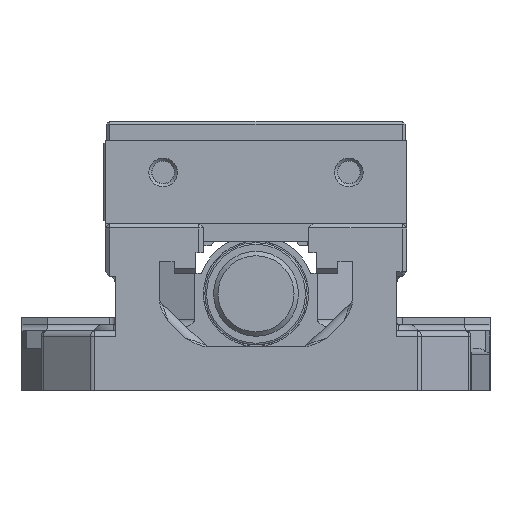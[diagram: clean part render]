
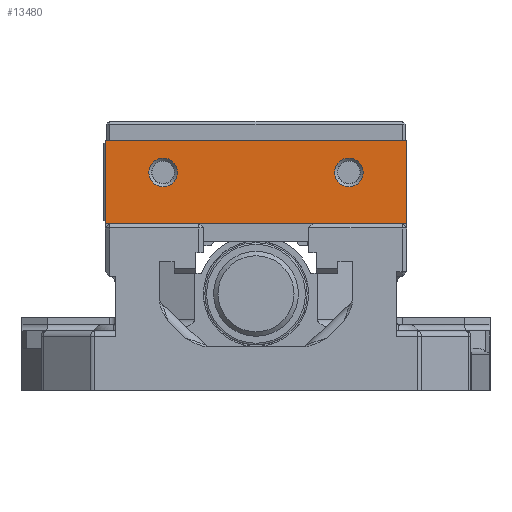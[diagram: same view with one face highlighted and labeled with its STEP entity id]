
A CAD part, left-side view. The second image highlights one B-rep face of the part: STEP entity #13480.
In plain terms, the highlighted face is planar.
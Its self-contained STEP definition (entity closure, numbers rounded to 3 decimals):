
#308=FACE_BOUND('',#1892,.T.);
#309=FACE_BOUND('',#1893,.T.);
#1126=FACE_OUTER_BOUND('',#1891,.T.);
#1891=EDGE_LOOP('',(#10869,#10870,#10871,#10872));
#1892=EDGE_LOOP('',(#10873));
#1893=EDGE_LOOP('',(#10874));
#2569=CIRCLE('',#14936,4.899);
#2570=CIRCLE('',#14938,4.899);
#3666=LINE('',#24110,#4738);
#3667=LINE('',#24112,#4739);
#3668=LINE('',#24114,#4740);
#3669=LINE('',#24115,#4741);
#4738=VECTOR('',#18117,28.5);
#4739=VECTOR('',#18118,103.);
#4740=VECTOR('',#18119,28.5);
#4741=VECTOR('',#18120,103.);
#5938=VERTEX_POINT('',#24104);
#5939=VERTEX_POINT('',#24108);
#5940=VERTEX_POINT('',#24109);
#5941=VERTEX_POINT('',#24111);
#5942=VERTEX_POINT('',#24113);
#5943=VERTEX_POINT('',#24116);
#7675=EDGE_CURVE('',#5938,#5938,#2569,.T.);
#7676=EDGE_CURVE('',#5939,#5940,#3666,.T.);
#7677=EDGE_CURVE('',#5940,#5941,#3667,.T.);
#7678=EDGE_CURVE('',#5941,#5942,#3668,.T.);
#7679=EDGE_CURVE('',#5939,#5942,#3669,.T.);
#7680=EDGE_CURVE('',#5943,#5943,#2570,.T.);
#10869=ORIENTED_EDGE('',*,*,#7676,.T.);
#10870=ORIENTED_EDGE('',*,*,#7677,.T.);
#10871=ORIENTED_EDGE('',*,*,#7678,.T.);
#10872=ORIENTED_EDGE('',*,*,#7679,.F.);
#10873=ORIENTED_EDGE('',*,*,#7680,.F.);
#10874=ORIENTED_EDGE('',*,*,#7675,.F.);
#12353=PLANE('',#14937);
#13480=ADVANCED_FACE('',(#1126,#308,#309),#12353,.T.);
#14936=AXIS2_PLACEMENT_3D('',#24106,#18113,#18114);
#14937=AXIS2_PLACEMENT_3D('',#24107,#18115,#18116);
#14938=AXIS2_PLACEMENT_3D('',#24117,#18121,#18122);
#18113=DIRECTION('center_axis',(1.,0.,0.));
#18114=DIRECTION('ref_axis',(0.,0.,1.));
#18115=DIRECTION('center_axis',(1.,0.,0.));
#18116=DIRECTION('ref_axis',(0.,0.,-1.));
#18117=DIRECTION('',(0.,-1.,0.));
#18118=DIRECTION('',(0.,0.,-1.));
#18119=DIRECTION('',(0.,1.,0.));
#18120=DIRECTION('',(0.,0.,-1.));
#18121=DIRECTION('center_axis',(1.,0.,0.));
#18122=DIRECTION('ref_axis',(0.,0.,1.));
#24104=CARTESIAN_POINT('',(157.74,74.65,-36.649));
#24106=CARTESIAN_POINT('Origin',(157.74,74.65,-31.75));
#24107=CARTESIAN_POINT('Origin',(157.74,85.65,0.));
#24108=CARTESIAN_POINT('',(157.74,85.65,51.5));
#24109=CARTESIAN_POINT('',(157.74,57.15,51.5));
#24110=CARTESIAN_POINT('',(157.74,85.65,51.5));
#24111=CARTESIAN_POINT('',(157.74,57.15,-51.5));
#24112=CARTESIAN_POINT('',(157.74,57.15,0.));
#24113=CARTESIAN_POINT('',(157.74,85.65,-51.5));
#24114=CARTESIAN_POINT('',(157.74,85.65,-51.5));
#24115=CARTESIAN_POINT('',(157.74,85.65,0.));
#24116=CARTESIAN_POINT('',(157.74,74.65,26.851));
#24117=CARTESIAN_POINT('Origin',(157.74,74.65,31.75));
